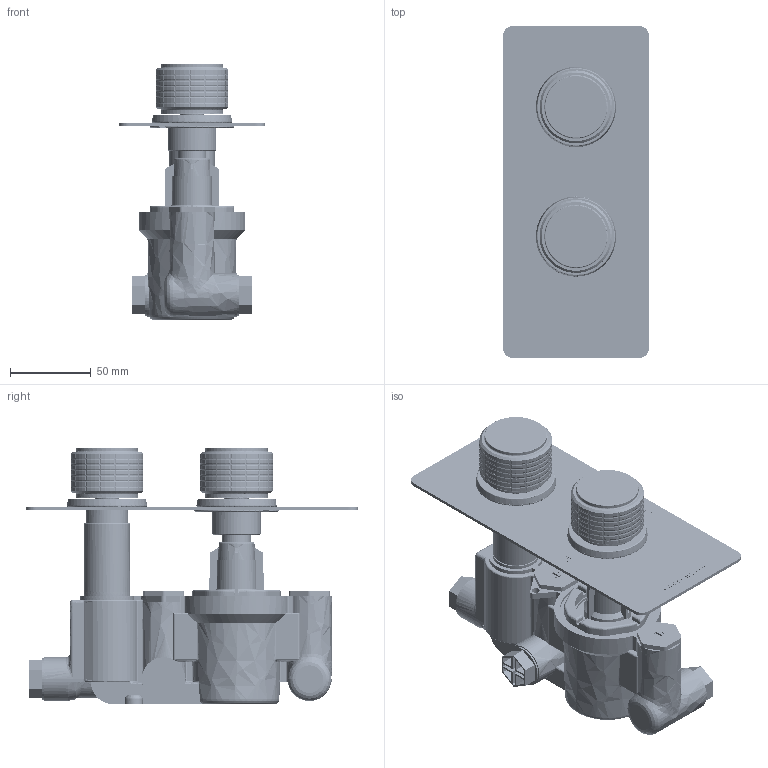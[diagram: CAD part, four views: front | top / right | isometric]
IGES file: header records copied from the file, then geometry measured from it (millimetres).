
Global section: file name: T2001-TCOR; native system: Autodesk Inventor 2020; preprocessor: unknown; author: rclarke; date: 20221207.091228; units: millimetre
Bounding box: 90 x 205 x 158.35 mm (x, y, z)
Volume: 467957.1 mm3; surface area: 270403.8 mm2
Topology: 57 solids, 62 shells, 4610 faces, 12615 edges, 8265 vertices
Faces by surface type: bspline 4610
